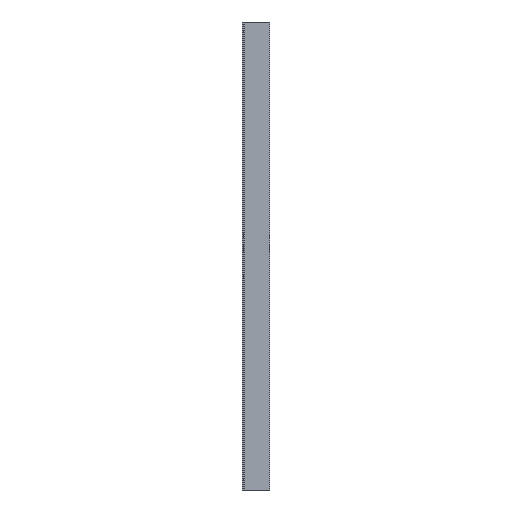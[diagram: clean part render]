
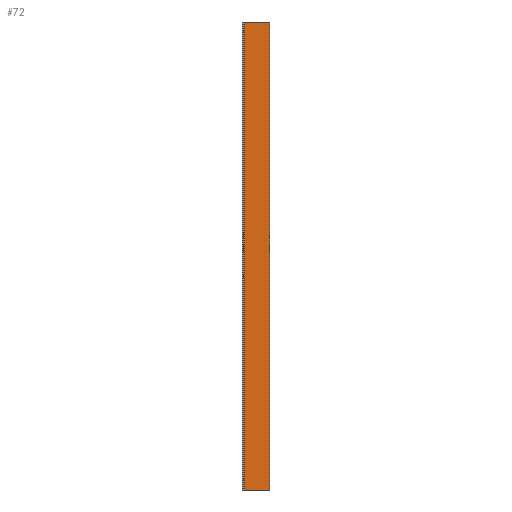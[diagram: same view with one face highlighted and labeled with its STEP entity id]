
A CAD part, front view. The second image highlights one B-rep face of the part: STEP entity #72.
In plain terms, the highlighted planar face has unit normal (0, -1, 0).
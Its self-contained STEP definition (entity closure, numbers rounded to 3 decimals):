
#11 = EDGE_CURVE ( 'NONE', #705, #42, #123, .T. ) ;
#42 = VERTEX_POINT ( 'NONE', #60 ) ;
#60 = CARTESIAN_POINT ( 'NONE',  ( 4., -2., 557.5 ) ) ;
#72 = ADVANCED_FACE ( 'NONE', ( #85 ), #495, .T. ) ;
#85 = FACE_OUTER_BOUND ( 'NONE', #395, .T. ) ;
#95 = CARTESIAN_POINT ( 'NONE',  ( 65., -2., 557.5 ) ) ;
#104 = ORIENTED_EDGE ( 'NONE', *, *, #11, .T. ) ;
#123 = LINE ( 'NONE', #95, #685 ) ;
#155 = EDGE_CURVE ( 'NONE', #157, #636, #226, .T. ) ;
#157 = VERTEX_POINT ( 'NONE', #506 ) ;
#169 = DIRECTION ( 'NONE',  ( -1., 0., 0. ) ) ;
#193 = CARTESIAN_POINT ( 'NONE',  ( 65., -2., 557.5 ) ) ;
#224 = DIRECTION ( 'NONE',  ( 0., 0., -1. ) ) ;
#226 = LINE ( 'NONE', #497, #365 ) ;
#275 = CARTESIAN_POINT ( 'NONE',  ( 4., -2., 557.5 ) ) ;
#314 = ORIENTED_EDGE ( 'NONE', *, *, #155, .F. ) ;
#365 = VECTOR ( 'NONE', #169, 1000. ) ;
#395 = EDGE_LOOP ( 'NONE', ( #314, #565, #104, #434 ) ) ;
#396 = CARTESIAN_POINT ( 'NONE',  ( 65., -2., 557.5 ) ) ;
#422 = LINE ( 'NONE', #275, #583 ) ;
#423 = EDGE_CURVE ( 'NONE', #42, #636, #422, .T. ) ;
#434 = ORIENTED_EDGE ( 'NONE', *, *, #423, .T. ) ;
#451 = DIRECTION ( 'NONE',  ( 1., 0., 0. ) ) ;
#495 = PLANE ( 'NONE',  #669 ) ;
#497 = CARTESIAN_POINT ( 'NONE',  ( 65., -2., -557.5 ) ) ;
#506 = CARTESIAN_POINT ( 'NONE',  ( 65., -2., -557.5 ) ) ;
#507 = DIRECTION ( 'NONE',  ( 0., 0., -1. ) ) ;
#532 = LINE ( 'NONE', #396, #574 ) ;
#565 = ORIENTED_EDGE ( 'NONE', *, *, #601, .F. ) ;
#574 = VECTOR ( 'NONE', #507, 1000. ) ;
#583 = VECTOR ( 'NONE', #224, 1000. ) ;
#601 = EDGE_CURVE ( 'NONE', #705, #157, #532, .T. ) ;
#636 = VERTEX_POINT ( 'NONE', #682 ) ;
#667 = DIRECTION ( 'NONE',  ( 0., -1., 0. ) ) ;
#669 = AXIS2_PLACEMENT_3D ( 'NONE', #726, #667, #451 ) ;
#682 = CARTESIAN_POINT ( 'NONE',  ( 4., -2., -557.5 ) ) ;
#685 = VECTOR ( 'NONE', #709, 1000. ) ;
#705 = VERTEX_POINT ( 'NONE', #193 ) ;
#709 = DIRECTION ( 'NONE',  ( -1., 0., 0. ) ) ;
#726 = CARTESIAN_POINT ( 'NONE',  ( 65., -2., 557.5 ) ) ;
